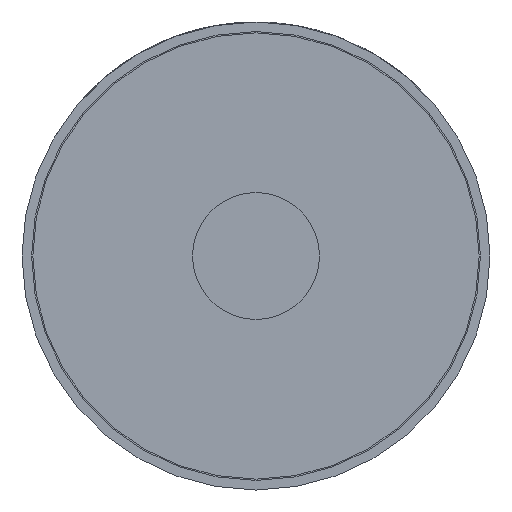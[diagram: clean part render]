
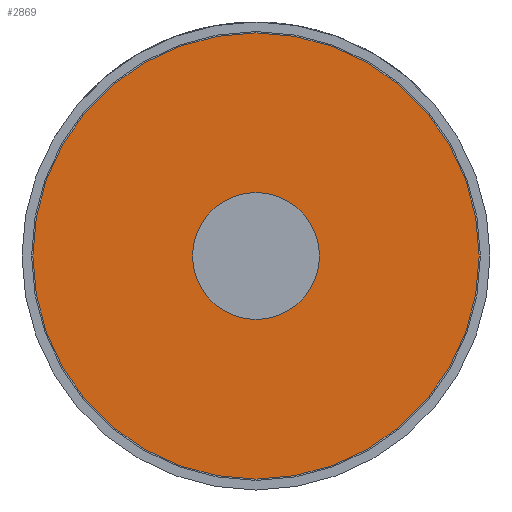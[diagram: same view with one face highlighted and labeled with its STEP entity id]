
A CAD part, front view. The second image highlights one B-rep face of the part: STEP entity #2869.
In plain terms, the highlighted planar face has unit normal (0, -1, 0).
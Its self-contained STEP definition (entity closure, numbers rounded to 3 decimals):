
#61 = CARTESIAN_POINT ( 'NONE',  ( 0.037, 0.053, -1.74 ) ) ;
#90 = CARTESIAN_POINT ( 'NONE',  ( 0.037, 0.053, 0. ) ) ;
#128 = EDGE_CURVE ( 'NONE', #2973, #1178, #361, .T. ) ;
#166 = ORIENTED_EDGE ( 'NONE', *, *, #4749, .T. ) ;
#352 = VERTEX_POINT ( 'NONE', #61 ) ;
#361 = CIRCLE ( 'NONE', #3976, 0.495 ) ;
#1037 = ORIENTED_EDGE ( 'NONE', *, *, #2967, .T. ) ;
#1097 = AXIS2_PLACEMENT_3D ( 'NONE', #90, #3487, #1590 ) ;
#1178 = VERTEX_POINT ( 'NONE', #3471 ) ;
#1260 = CIRCLE ( 'NONE', #1896, 1.74 ) ;
#1351 = EDGE_LOOP ( 'NONE', ( #4476, #1037 ) ) ;
#1354 = CARTESIAN_POINT ( 'NONE',  ( 0.037, 0.053, 1.74 ) ) ;
#1515 = CARTESIAN_POINT ( 'NONE',  ( 0.037, 0.053, 0. ) ) ;
#1590 = DIRECTION ( 'NONE',  ( 0., 0., -1. ) ) ;
#1609 = CARTESIAN_POINT ( 'NONE',  ( 0.037, 0.053, 0. ) ) ;
#1796 = AXIS2_PLACEMENT_3D ( 'NONE', #1987, #3510, #4282 ) ;
#1879 = ORIENTED_EDGE ( 'NONE', *, *, #4454, .T. ) ;
#1892 = EDGE_LOOP ( 'NONE', ( #1879, #166 ) ) ;
#1896 = AXIS2_PLACEMENT_3D ( 'NONE', #1515, #4280, #4180 ) ;
#1960 = DIRECTION ( 'NONE',  ( 0., 1., 0. ) ) ;
#1987 = CARTESIAN_POINT ( 'NONE',  ( 0.037, 0.053, 0. ) ) ;
#2065 = VERTEX_POINT ( 'NONE', #1354 ) ;
#2366 = CIRCLE ( 'NONE', #3259, 0.495 ) ;
#2546 = DIRECTION ( 'NONE',  ( 0., 0., -1. ) ) ;
#2679 = PLANE ( 'NONE',  #1796 ) ;
#2869 = ADVANCED_FACE ( 'Defeature ausgef�hrt1_4', ( #3861, #3839 ), #2679, .T. ) ;
#2967 = EDGE_CURVE ( 'NONE', #1178, #2973, #2366, .T. ) ;
#2973 = VERTEX_POINT ( 'NONE', #4680 ) ;
#3156 = DIRECTION ( 'NONE',  ( 0., 0., -1. ) ) ;
#3259 = AXIS2_PLACEMENT_3D ( 'NONE', #1609, #1960, #3156 ) ;
#3278 = DIRECTION ( 'NONE',  ( 0., 1., 0. ) ) ;
#3471 = CARTESIAN_POINT ( 'NONE',  ( 0.037, 0.053, -0.495 ) ) ;
#3487 = DIRECTION ( 'NONE',  ( 0., -1., 0. ) ) ;
#3510 = DIRECTION ( 'NONE',  ( 0., -1., 0. ) ) ;
#3839 = FACE_OUTER_BOUND ( 'NONE', #1892, .T. ) ;
#3861 = FACE_BOUND ( 'NONE', #1351, .T. ) ;
#3976 = AXIS2_PLACEMENT_3D ( 'NONE', #4856, #3278, #2546 ) ;
#4180 = DIRECTION ( 'NONE',  ( 0., 0., -1. ) ) ;
#4280 = DIRECTION ( 'NONE',  ( 0., -1., 0. ) ) ;
#4282 = DIRECTION ( 'NONE',  ( 0., 0., -1. ) ) ;
#4454 = EDGE_CURVE ( 'NONE', #352, #2065, #4871, .T. ) ;
#4476 = ORIENTED_EDGE ( 'NONE', *, *, #128, .T. ) ;
#4680 = CARTESIAN_POINT ( 'NONE',  ( 0.037, 0.053, 0.495 ) ) ;
#4749 = EDGE_CURVE ( 'NONE', #2065, #352, #1260, .T. ) ;
#4856 = CARTESIAN_POINT ( 'NONE',  ( 0.037, 0.053, 0. ) ) ;
#4871 = CIRCLE ( 'NONE', #1097, 1.74 ) ;
